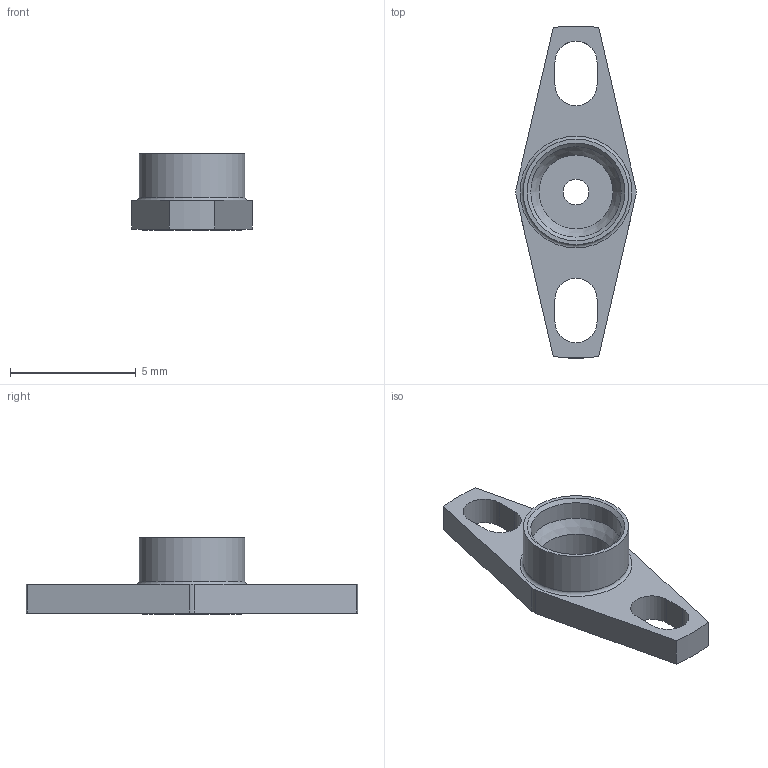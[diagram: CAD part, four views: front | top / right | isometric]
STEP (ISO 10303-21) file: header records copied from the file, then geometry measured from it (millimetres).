
FILE_DESCRIPTION (( 'STEP AP203' ), '1' );
FILE_NAME ('SC5318_3D.step', '2021-05-07T17:53:20', ( '' ), ( '' ), 'SwSTEP 2.0', 'SolidWorks 2020', '' );
FILE_SCHEMA (( 'CONFIG_CONTROL_DESIGN' ));
Length unit declared in the file: inch
Products named in the file (1): SC5318_3D
Bounding box: 4.8 x 13.19 x 3.05 mm (x, y, z)
Volume: 44.3 mm3; surface area: 171.7 mm2
Topology: 1 solids, 1 shells, 29 faces, 70 edges, 46 vertices
Faces by surface type: cylinder 13, plane 13, cone 2, torus 1
Full cylindrical faces by diameter (mm): 1.016 x1, 2.946 x1, 3.607 x1, 3.937 x1, 4.191 x1
Entity records: 889 total; most frequent: DIRECTION 148, CARTESIAN_POINT 134, ORIENTED_EDGE 120, EDGE_CURVE 60, AXIS2_PLACEMENT_3D 58, EDGE_LOOP 46, VERTEX_POINT 44, FACE_OUTER_BOUND 35
